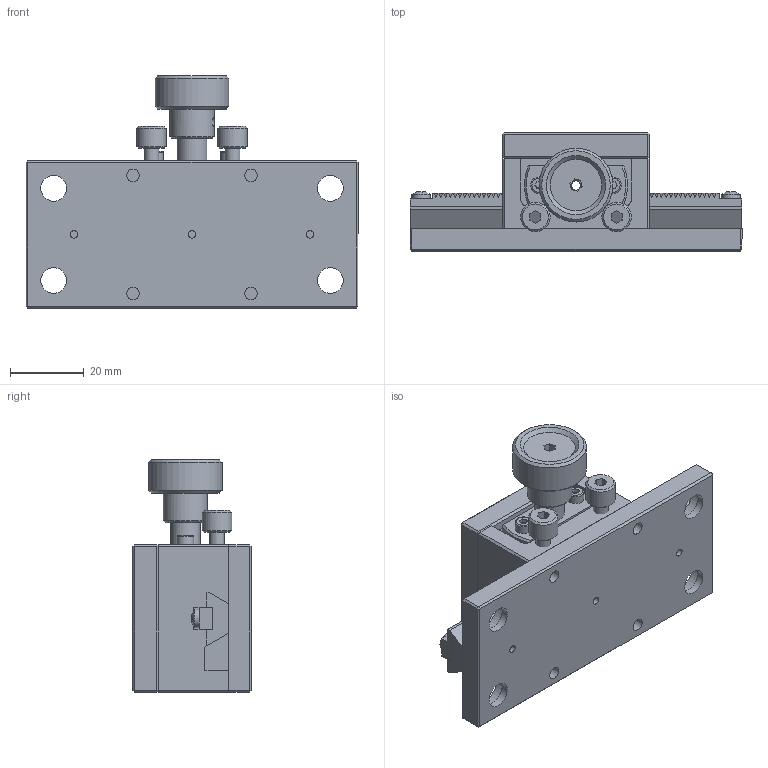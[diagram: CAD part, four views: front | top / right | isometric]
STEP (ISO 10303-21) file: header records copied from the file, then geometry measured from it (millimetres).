
FILE_DESCRIPTION (( 'STEP AP203' ), '1' );
FILE_NAME ('517304.STEP', '2024-12-31T01:59:42', ( 'Windows User' ), ( 'P R C' ), 'SwSTEP 2.0', 'SolidWorks 2020', '' );
FILE_SCHEMA (( 'CONFIG_CONTROL_DESIGN' ));
Length unit declared in the file: millimetre
Products named in the file (1): 517304
Bounding box: 90 x 32 x 63 mm (x, y, z)
Surface area: 28796 mm2 (no closed solid volume)
Topology: 0 solids, 20 shells, 552 faces, 1750 edges, 1227 vertices
Faces by surface type: plane 465, cylinder 56, cone 25, bspline 6
Full cylindrical faces by diameter (mm): 2 x4, 2.05 x3, 2.5 x5, 3 x6, 3.4 x4, 4 x2, 4.5 x2, 5 x4, 6 x1, 7 x4, 8 x3, 11.5 x4, 12 x1, 20 x1
Entity records: 21723 total; most frequent: CARTESIAN_POINT 7231, ORIENTED_EDGE 3202, DIRECTION 2411, EDGE_CURVE 1673, VERTEX_POINT 1218, LINE 1041, VECTOR 1041, EDGE_LOOP 706
